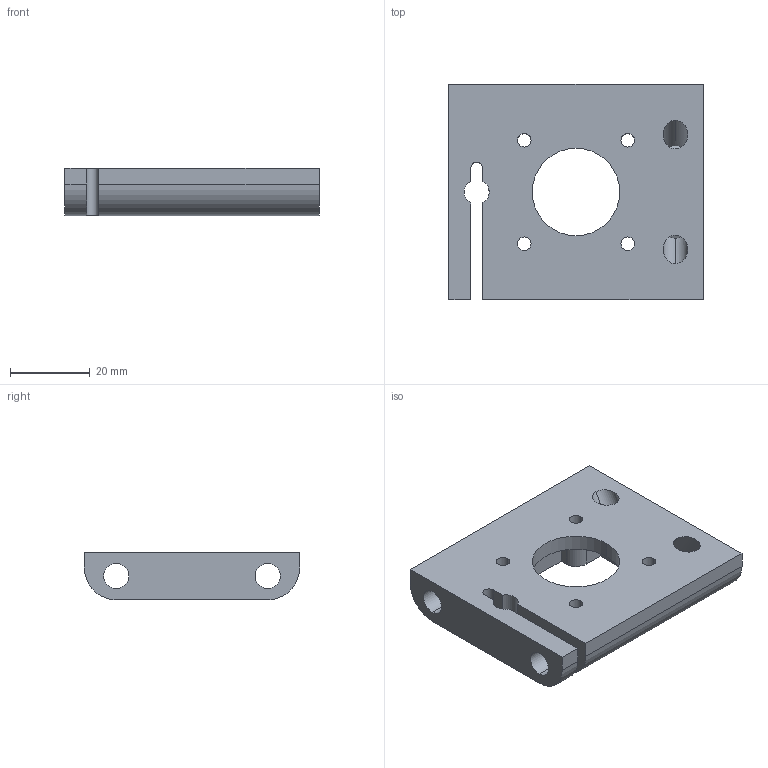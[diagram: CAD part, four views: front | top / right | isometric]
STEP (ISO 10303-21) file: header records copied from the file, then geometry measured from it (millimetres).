
FILE_DESCRIPTION (( 'STEP AP214' ), '1' );
FILE_NAME ('z-motor-bracket 01.STEP', '2011-02-18T23:08:16', ( 'Owner' ), ( '22ndstreetcomputers.com' ), 'SwSTEP 2.0', 'SolidWorks 2010', '' );
FILE_SCHEMA (( 'AUTOMOTIVE_DESIGN' ));
Length unit declared in the file: millimetre
Products named in the file (1): z-motor-bracket 01
Bounding box: 64 x 54.1 x 12 mm (x, y, z)
Volume: 24839.4 mm3; surface area: 13515.3 mm2
Topology: 1 solids, 1 shells, 57 faces, 156 edges, 104 vertices
Faces by surface type: cylinder 31, plane 26
Entity records: 1894 total; most frequent: CARTESIAN_POINT 330, DIRECTION 326, ORIENTED_EDGE 312, EDGE_CURVE 156, AXIS2_PLACEMENT_3D 116, VERTEX_POINT 104, VECTOR 94, LINE 94
